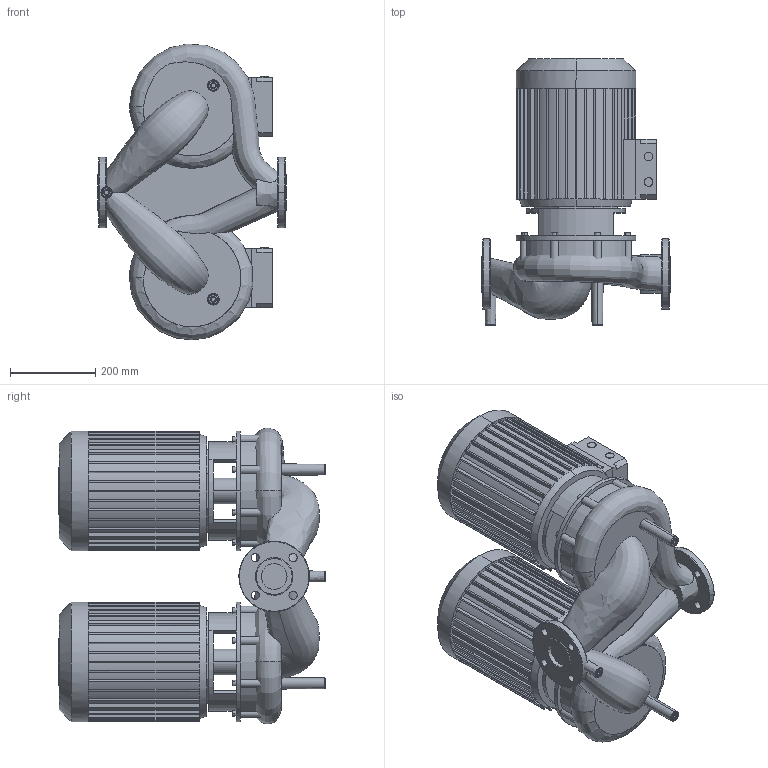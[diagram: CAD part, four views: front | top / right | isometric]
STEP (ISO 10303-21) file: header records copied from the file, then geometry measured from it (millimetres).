
FILE_DESCRIPTION((''),'2;1');
FILE_NAME('3d_DPL50_175-7_5_2-2121259.stp','2016-08-24T10:59:35',(''),(''),'Mechanical Desktop 2009','Mechanical Desktop 2009',', , ');
FILE_SCHEMA(('CONFIG_CONTROL_DESIGN'));
Length unit declared in the file: millimetre
Products named in the file (1): Product
Bounding box: 440 x 624.38 x 691.96 mm (x, y, z)
Volume: 66068689 mm3; surface area: 2602042.6 mm2
Topology: 17 solids, 17 shells, 978 faces, 2463 edges, 1566 vertices
Faces by surface type: plane 510, bspline 234, cylinder 220, cone 10, torus 4
Entity records: 50561 total; most frequent: CARTESIAN_POINT 27282, ORIENTED_EDGE 4918, DIRECTION 4722, EDGE_CURVE 2459, AXIS2_PLACEMENT_3D 1680, VERTEX_POINT 1564, VECTOR 1362, LINE 1362
